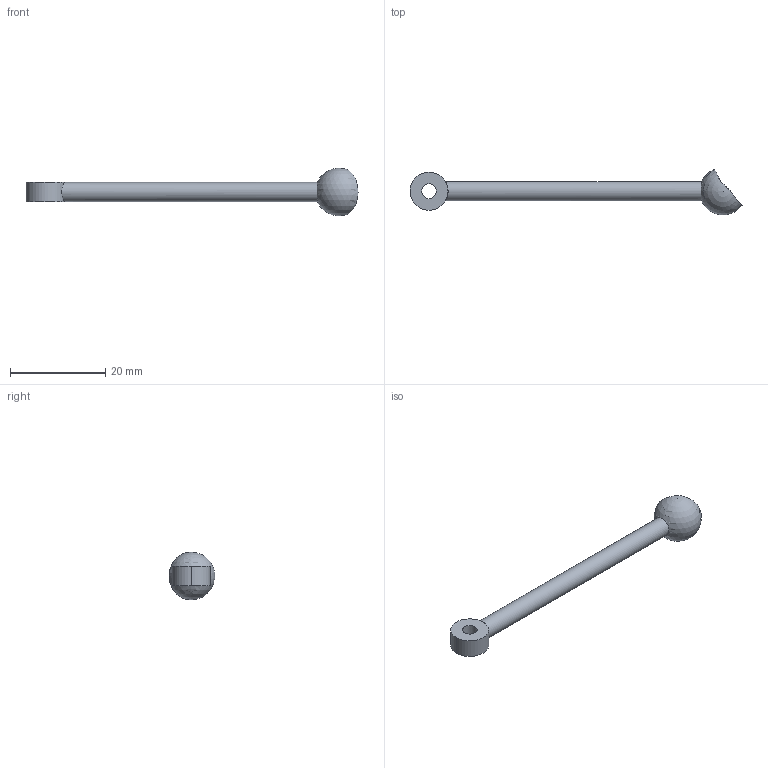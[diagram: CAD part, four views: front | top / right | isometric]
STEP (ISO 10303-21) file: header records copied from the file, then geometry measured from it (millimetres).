
FILE_DESCRIPTION(/* description */ (''),/* implementation_level */ '2;1');
FILE_NAME(/* name */ 'ROD1V1D2ballv1.ipt.stp',/* time_stamp */ '2021-06-20T10:02:35-05:00',/* author */ ('svale'),/* organization */ (''),/* preprocessor_version */ 'ST-DEVELOPER v18.1',/* originating_system */ 'Autodesk Inventor 2021',/* authorisation */ '');
FILE_SCHEMA (('AUTOMOTIVE_DESIGN { 1 0 10303 214 3 1 1 }'));
Length unit declared in the file: millimetre
Products named in the file (1): ROD1V1D2ballv1
Bounding box: 69.75 x 9.6 x 10 mm (x, y, z)
Volume: 985.7 mm3; surface area: 1225.5 mm2
Topology: 1 solids, 1 shells, 12 faces, 39 edges, 31 vertices
Faces by surface type: plane 6, cylinder 4, sphere 2
Full cylindrical faces by diameter (mm): 3.1 x1, 4 x1
Entity records: 500 total; most frequent: CARTESIAN_POINT 111, DIRECTION 75, ORIENTED_EDGE 62, AXIS2_PLACEMENT_3D 34, EDGE_CURVE 31, VERTEX_POINT 23, CIRCLE 21, EDGE_LOOP 16
